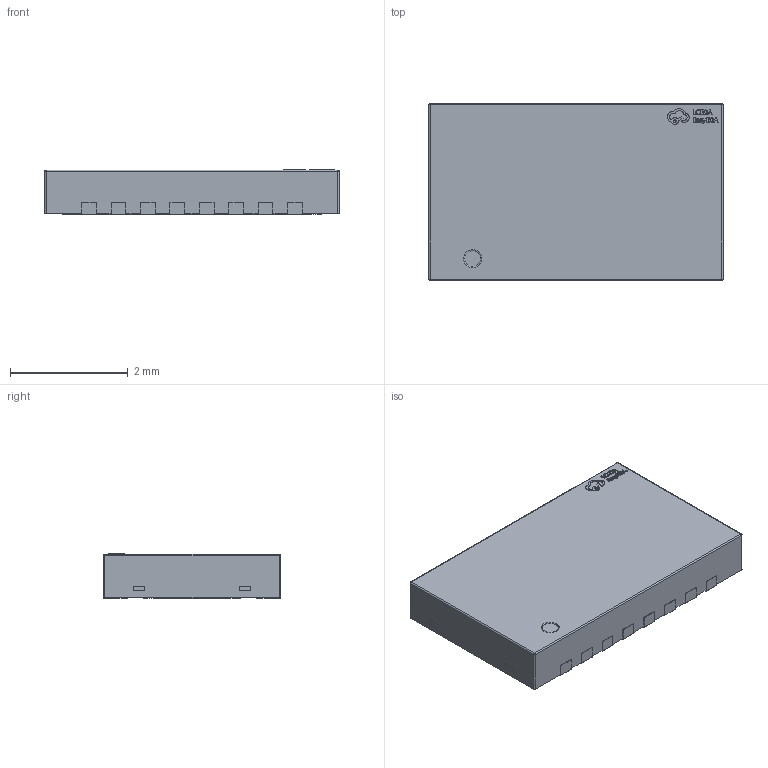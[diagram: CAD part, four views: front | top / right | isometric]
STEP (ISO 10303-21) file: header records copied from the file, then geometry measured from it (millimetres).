
FILE_DESCRIPTION (( 'STEP AP214' ), '1' );
FILE_NAME ('DFN-16_L5.0-W3.0-H0.8-P0.50-BL-EP.step', '2022-06-30T13:08:39', ( '' ), ( '' ), 'SwSTEP 2.0', 'SolidWorks 2020', '' );
FILE_SCHEMA (( 'AUTOMOTIVE_DESIGN' ));
Length unit declared in the file: millimetre
Products named in the file (1): DFN-16_L5.0-W3.0-H0.8-P0.50-BL-EP
Bounding box: 5.02 x 3.02 x 0.76 mm (x, y, z)
Volume: 11.2 mm3; surface area: 43 mm2
Topology: 9 solids, 9 shells, 461 faces, 1225 edges, 810 vertices
Faces by surface type: plane 316, bspline 112, cylinder 27, sphere 4, torus 2
Entity records: 20508 total; most frequent: CARTESIAN_POINT 4597, ORIENTED_EDGE 2442, DIRECTION 1753, EDGE_CURVE 1221, LINE 933, VECTOR 933, VERTEX_POINT 810, EDGE_LOOP 493
